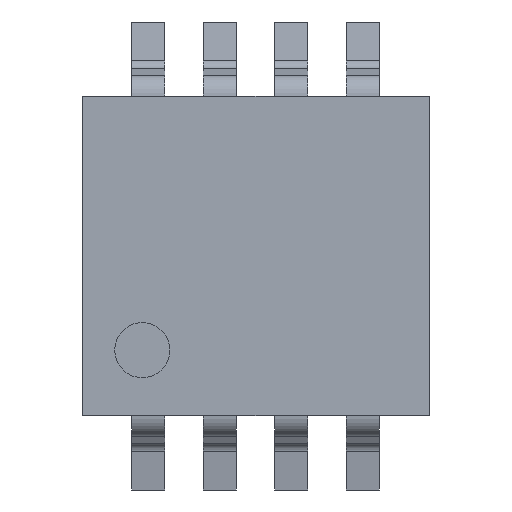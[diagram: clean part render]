
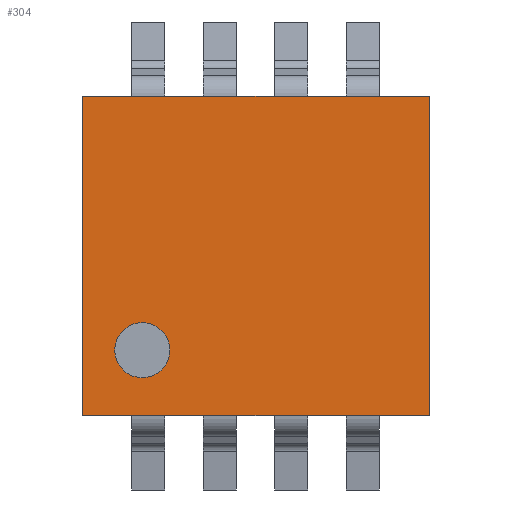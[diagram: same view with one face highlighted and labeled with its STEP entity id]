
A CAD part, top view. The second image highlights one B-rep face of the part: STEP entity #304.
In plain terms, the highlighted planar face has unit normal (0, 0, 1).
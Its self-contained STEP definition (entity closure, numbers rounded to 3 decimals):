
#304 = ADVANCED_FACE( '', ( #614, #615 ), #616, .T. );
#614 = FACE_BOUND( '', #919, .T. );
#615 = FACE_OUTER_BOUND( '', #920, .T. );
#616 = PLANE( '', #921 );
#919 = EDGE_LOOP( '', ( #1786 ) );
#920 = EDGE_LOOP( '', ( #1787, #1788, #1789, #1790 ) );
#921 = AXIS2_PLACEMENT_3D( '', #1791, #1792, #1793 );
#1786 = ORIENTED_EDGE( '', *, *, #2132, .T. );
#1787 = ORIENTED_EDGE( '', *, *, #2030, .T. );
#1788 = ORIENTED_EDGE( '', *, *, #2050, .T. );
#1789 = ORIENTED_EDGE( '', *, *, #2155, .T. );
#1790 = ORIENTED_EDGE( '', *, *, #2150, .T. );
#1791 = CARTESIAN_POINT( '', ( -1.575, -1.45, 1.3 ) );
#1792 = DIRECTION( '', ( 0., 0., 1. ) );
#1793 = DIRECTION( '', ( 1., 0., 0. ) );
#2030 = EDGE_CURVE( '', #2518, #2516, #2519, .T. );
#2050 = EDGE_CURVE( '', #2516, #2545, #2547, .T. );
#2132 = EDGE_CURVE( '', #2647, #2647, #2648, .T. );
#2150 = EDGE_CURVE( '', #2669, #2518, #2670, .T. );
#2155 = EDGE_CURVE( '', #2545, #2669, #2675, .T. );
#2516 = VERTEX_POINT( '', #3157 );
#2518 = VERTEX_POINT( '', #3160 );
#2519 = LINE( '', #3161, #3162 );
#2545 = VERTEX_POINT( '', #3201 );
#2547 = LINE( '', #3204, #3205 );
#2647 = VERTEX_POINT( '', #3340 );
#2648 = CIRCLE( '', #3341, 0.25 );
#2669 = VERTEX_POINT( '', #3370 );
#2670 = LINE( '', #3371, #3372 );
#2675 = LINE( '', #3379, #3380 );
#3157 = CARTESIAN_POINT( '', ( -1.575, -1.45, 1.3 ) );
#3160 = CARTESIAN_POINT( '', ( -1.575, 1.45, 1.3 ) );
#3161 = CARTESIAN_POINT( '', ( -1.575, 1.45, 1.3 ) );
#3162 = VECTOR( '', #3650, 1000. );
#3201 = CARTESIAN_POINT( '', ( 1.575, -1.45, 1.3 ) );
#3204 = CARTESIAN_POINT( '', ( -1.575, -1.45, 1.3 ) );
#3205 = VECTOR( '', #3674, 1000. );
#3340 = CARTESIAN_POINT( '', ( -1.033, -1.107, 1.3 ) );
#3341 = AXIS2_PLACEMENT_3D( '', #3764, #3765, #3766 );
#3370 = CARTESIAN_POINT( '', ( 1.575, 1.45, 1.3 ) );
#3371 = CARTESIAN_POINT( '', ( 1.575, 1.45, 1.3 ) );
#3372 = VECTOR( '', #3781, 1000. );
#3379 = CARTESIAN_POINT( '', ( 1.575, -1.45, 1.3 ) );
#3380 = VECTOR( '', #3784, 1000. );
#3650 = DIRECTION( '', ( 0., -1., 0. ) );
#3674 = DIRECTION( '', ( 1., 0., 0. ) );
#3764 = CARTESIAN_POINT( '', ( -1.033, -0.857, 1.3 ) );
#3765 = DIRECTION( '', ( 0., 0., -1. ) );
#3766 = DIRECTION( '', ( 0., -1., 0. ) );
#3781 = DIRECTION( '', ( -1., 0., 0. ) );
#3784 = DIRECTION( '', ( 0., 1., 0. ) );
